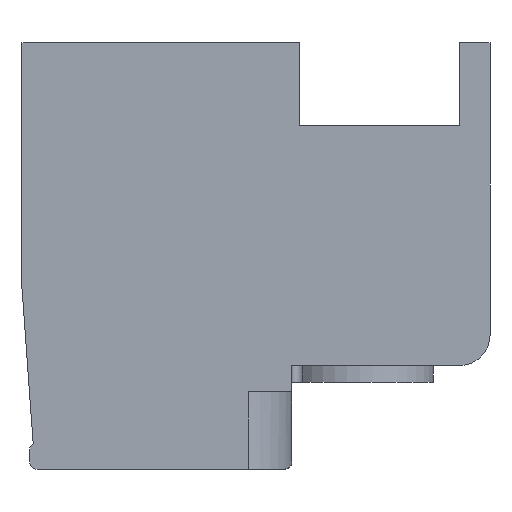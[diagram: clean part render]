
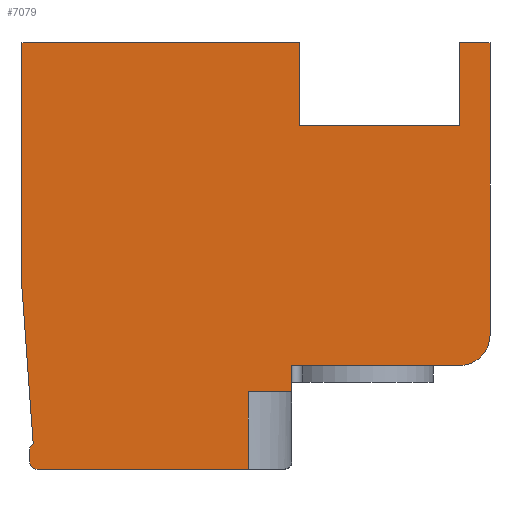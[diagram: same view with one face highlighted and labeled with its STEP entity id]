
A CAD part, front view. The second image highlights one B-rep face of the part: STEP entity #7079.
In plain terms, the highlighted planar face has unit normal (0, -1, 0).
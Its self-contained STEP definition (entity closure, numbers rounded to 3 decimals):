
#1=DIRECTION('',(0.,0.,1.));
#2=VECTOR('',#1,2.05);
#3=CARTESIAN_POINT('',(-0.15,0.,-6.175));
#4=LINE('',#3,#2);
#5=DIRECTION('',(-1.,0.,0.));
#6=VECTOR('',#5,5.6);
#7=CARTESIAN_POINT('',(-0.15,0.,-6.175));
#8=LINE('',#7,#6);
#9=CARTESIAN_POINT('',(-5.75,0.,-5.975));
#10=DIRECTION('',(0.,1.,0.));
#11=DIRECTION('',(0.,0.,-1.));
#12=AXIS2_PLACEMENT_3D('',#9,#10,#11);
#14=DIRECTION('',(0.,0.,1.));
#15=VECTOR('',#14,0.3);
#16=CARTESIAN_POINT('',(-5.95,0.,-5.975));
#17=LINE('',#16,#15);
#18=CARTESIAN_POINT('',(-5.75,0.,-5.675));
#19=DIRECTION('',(0.,1.,0.));
#20=DIRECTION('',(-1.,0.,0.));
#21=AXIS2_PLACEMENT_3D('',#18,#19,#20);
#23=DIRECTION('',(-0.072,0.,0.997));
#24=VECTOR('',#23,4.13);
#25=CARTESIAN_POINT('',(-5.854,0.,-5.504));
#26=LINE('',#25,#24);
#27=DIRECTION('',(0.,0.,1.));
#28=VECTOR('',#27,6.51);
#29=CARTESIAN_POINT('',(-6.15,0.,-1.385));
#30=LINE('',#29,#28);
#31=DIRECTION('',(1.,0.,0.));
#32=VECTOR('',#31,7.35);
#33=CARTESIAN_POINT('',(-6.15,0.,5.125));
#34=LINE('',#33,#32);
#35=DIRECTION('',(0.,0.,-1.));
#36=VECTOR('',#35,2.2);
#37=CARTESIAN_POINT('',(1.2,0.,5.125));
#38=LINE('',#37,#36);
#39=DIRECTION('',(1.,0.,0.));
#40=VECTOR('',#39,4.25);
#41=CARTESIAN_POINT('',(1.2,0.,2.925));
#42=LINE('',#41,#40);
#43=DIRECTION('',(0.,0.,1.));
#44=VECTOR('',#43,2.2);
#45=CARTESIAN_POINT('',(5.45,0.,2.925));
#46=LINE('',#45,#44);
#47=DIRECTION('',(1.,0.,0.));
#48=VECTOR('',#47,0.8);
#49=CARTESIAN_POINT('',(5.45,0.,5.125));
#50=LINE('',#49,#48);
#51=DIRECTION('',(0.,0.,-1.));
#52=VECTOR('',#51,7.75);
#53=CARTESIAN_POINT('',(6.25,0.,5.125));
#54=LINE('',#53,#52);
#55=CARTESIAN_POINT('',(5.45,0.,-2.625));
#56=DIRECTION('',(0.,1.,0.));
#57=DIRECTION('',(1.,0.,0.));
#58=AXIS2_PLACEMENT_3D('',#55,#56,#57);
#60=DIRECTION('',(-1.,0.,0.));
#61=VECTOR('',#60,4.45);
#62=CARTESIAN_POINT('',(5.45,0.,-3.425));
#63=LINE('',#62,#61);
#64=DIRECTION('',(0.,0.,-1.));
#65=VECTOR('',#64,0.7);
#66=CARTESIAN_POINT('',(1.,0.,-3.425));
#67=LINE('',#66,#65);
#68=DIRECTION('',(1.,0.,0.));
#69=VECTOR('',#68,1.15);
#70=CARTESIAN_POINT('',(-0.15,0.,-4.125));
#71=LINE('',#70,#69);
#5430=CARTESIAN_POINT('',(6.25,0.,5.125));
#5431=CARTESIAN_POINT('',(6.25,0.,-2.625));
#5432=VERTEX_POINT('',#5430);
#5433=VERTEX_POINT('',#5431);
#5434=CARTESIAN_POINT('',(5.45,0.,-3.425));
#5435=VERTEX_POINT('',#5434);
#5436=CARTESIAN_POINT('',(1.,0.,-3.425));
#5437=VERTEX_POINT('',#5436);
#5438=CARTESIAN_POINT('',(-5.75,0.,-6.175));
#5439=CARTESIAN_POINT('',(-5.95,0.,-5.975));
#5440=VERTEX_POINT('',#5438);
#5441=VERTEX_POINT('',#5439);
#5442=CARTESIAN_POINT('',(-5.95,0.,-5.675));
#5443=VERTEX_POINT('',#5442);
#5444=CARTESIAN_POINT('',(-5.854,0.,-5.504));
#5445=VERTEX_POINT('',#5444);
#5446=CARTESIAN_POINT('',(-6.15,0.,-1.385));
#5447=VERTEX_POINT('',#5446);
#5448=CARTESIAN_POINT('',(-6.15,0.,5.125));
#5449=VERTEX_POINT('',#5448);
#5450=CARTESIAN_POINT('',(1.2,0.,5.125));
#5451=CARTESIAN_POINT('',(1.2,0.,2.925));
#5452=VERTEX_POINT('',#5450);
#5453=VERTEX_POINT('',#5451);
#5454=CARTESIAN_POINT('',(5.45,0.,2.925));
#5455=VERTEX_POINT('',#5454);
#5456=CARTESIAN_POINT('',(5.45,0.,5.125));
#5457=VERTEX_POINT('',#5456);
#5908=CARTESIAN_POINT('',(-0.15,0.,-6.175));
#5909=CARTESIAN_POINT('',(-0.15,0.,-4.125));
#5910=VERTEX_POINT('',#5908);
#5911=VERTEX_POINT('',#5909);
#5912=CARTESIAN_POINT('',(1.,0.,-4.125));
#5913=VERTEX_POINT('',#5912);
#7038=CARTESIAN_POINT('',(0.,0.,0.));
#7039=DIRECTION('',(0.,1.,0.));
#7040=DIRECTION('',(1.,0.,0.));
#7041=AXIS2_PLACEMENT_3D('',#7038,#7039,#7040);
#7042=PLANE('',#7041);
#7044=ORIENTED_EDGE('',*,*,#7043,.F.);
#7046=ORIENTED_EDGE('',*,*,#7045,.T.);
#7048=ORIENTED_EDGE('',*,*,#7047,.T.);
#7050=ORIENTED_EDGE('',*,*,#7049,.T.);
#7052=ORIENTED_EDGE('',*,*,#7051,.T.);
#7054=ORIENTED_EDGE('',*,*,#7053,.T.);
#7056=ORIENTED_EDGE('',*,*,#7055,.T.);
#7058=ORIENTED_EDGE('',*,*,#7057,.T.);
#7060=ORIENTED_EDGE('',*,*,#7059,.T.);
#7062=ORIENTED_EDGE('',*,*,#7061,.T.);
#7064=ORIENTED_EDGE('',*,*,#7063,.T.);
#7066=ORIENTED_EDGE('',*,*,#7065,.T.);
#7068=ORIENTED_EDGE('',*,*,#7067,.T.);
#7070=ORIENTED_EDGE('',*,*,#7069,.T.);
#7072=ORIENTED_EDGE('',*,*,#7071,.T.);
#7074=ORIENTED_EDGE('',*,*,#7073,.T.);
#7076=ORIENTED_EDGE('',*,*,#7075,.F.);
#7077=EDGE_LOOP('',(#7044,#7046,#7048,#7050,#7052,#7054,#7056,#7058,#7060,#7062,
#7064,#7066,#7068,#7070,#7072,#7074,#7076));
#7078=FACE_OUTER_BOUND('',#7077,.F.);
#7079=ADVANCED_FACE('',(#7078),#7042,.F.);
#13=CIRCLE('',#12,0.2);
#22=CIRCLE('',#21,0.2);
#59=CIRCLE('',#58,0.8);
#7043=EDGE_CURVE('',#5910,#5911,#4,.T.);
#7045=EDGE_CURVE('',#5910,#5440,#8,.T.);
#7047=EDGE_CURVE('',#5440,#5441,#13,.T.);
#7049=EDGE_CURVE('',#5441,#5443,#17,.T.);
#7051=EDGE_CURVE('',#5443,#5445,#22,.T.);
#7053=EDGE_CURVE('',#5445,#5447,#26,.T.);
#7055=EDGE_CURVE('',#5447,#5449,#30,.T.);
#7057=EDGE_CURVE('',#5449,#5452,#34,.T.);
#7059=EDGE_CURVE('',#5452,#5453,#38,.T.);
#7061=EDGE_CURVE('',#5453,#5455,#42,.T.);
#7063=EDGE_CURVE('',#5455,#5457,#46,.T.);
#7065=EDGE_CURVE('',#5457,#5432,#50,.T.);
#7067=EDGE_CURVE('',#5432,#5433,#54,.T.);
#7069=EDGE_CURVE('',#5433,#5435,#59,.T.);
#7071=EDGE_CURVE('',#5435,#5437,#63,.T.);
#7073=EDGE_CURVE('',#5437,#5913,#67,.T.);
#7075=EDGE_CURVE('',#5911,#5913,#71,.T.);
